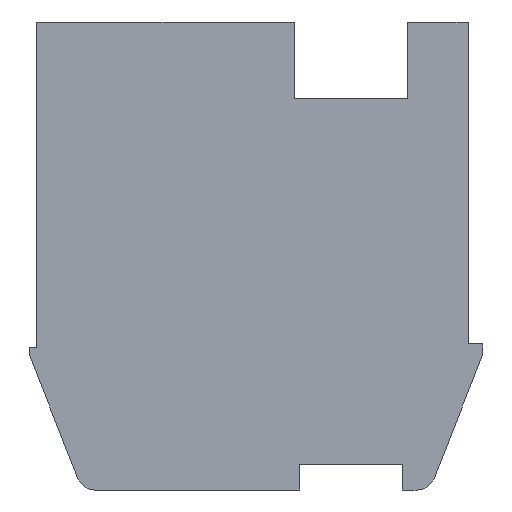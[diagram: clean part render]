
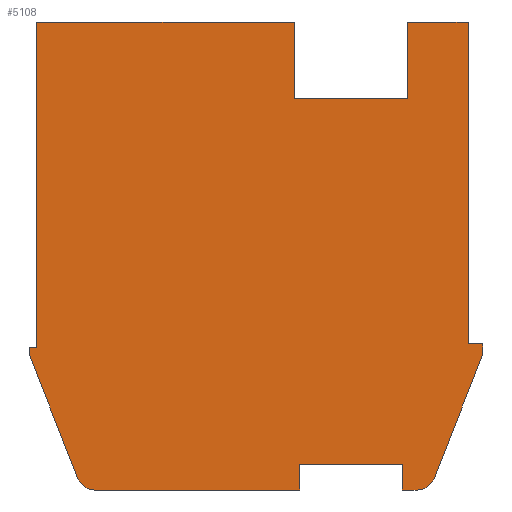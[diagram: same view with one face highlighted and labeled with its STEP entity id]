
A CAD part, front view. The second image highlights one B-rep face of the part: STEP entity #5108.
In plain terms, the highlighted planar face has unit normal (0, -1, 0).
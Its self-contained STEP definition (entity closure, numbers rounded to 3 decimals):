
#1=DIRECTION('',(-0.365,0.,-0.931));
#2=VECTOR('',#1,3.633);
#3=CARTESIAN_POINT('',(6.2,0.,-2.7));
#4=LINE('',#3,#2);
#5=CARTESIAN_POINT('',(4.409,0.,-5.9));
#6=DIRECTION('',(0.,1.,0.));
#7=DIRECTION('',(0.931,0.,-0.365));
#8=AXIS2_PLACEMENT_3D('',#5,#6,#7);
#10=DIRECTION('',(-1.,0.,0.));
#11=VECTOR('',#10,0.409);
#12=CARTESIAN_POINT('',(4.409,0.,-6.4));
#13=LINE('',#12,#11);
#14=DIRECTION('',(0.,0.,1.));
#15=VECTOR('',#14,0.7);
#16=CARTESIAN_POINT('',(4.,0.,-6.4));
#17=LINE('',#16,#15);
#18=DIRECTION('',(-1.,0.,0.));
#19=VECTOR('',#18,2.8);
#20=CARTESIAN_POINT('',(4.,0.,-5.7));
#21=LINE('',#20,#19);
#22=DIRECTION('',(0.,0.,-1.));
#23=VECTOR('',#22,0.7);
#24=CARTESIAN_POINT('',(1.2,0.,-5.7));
#25=LINE('',#24,#23);
#26=DIRECTION('',(-1.,0.,0.));
#27=VECTOR('',#26,5.609);
#28=CARTESIAN_POINT('',(1.2,0.,-6.4));
#29=LINE('',#28,#27);
#30=CARTESIAN_POINT('',(-4.409,0.,-5.9));
#31=DIRECTION('',(0.,1.,0.));
#32=DIRECTION('',(0.,0.,-1.));
#33=AXIS2_PLACEMENT_3D('',#30,#31,#32);
#35=DIRECTION('',(-0.365,0.,0.931));
#36=VECTOR('',#35,3.633);
#37=CARTESIAN_POINT('',(-4.874,0.,-6.082));
#38=LINE('',#37,#36);
#39=DIRECTION('',(0.,0.,1.));
#40=VECTOR('',#39,0.2);
#41=CARTESIAN_POINT('',(-6.2,0.,-2.7));
#42=LINE('',#41,#40);
#43=DIRECTION('',(1.,0.,0.));
#44=VECTOR('',#43,0.2);
#45=CARTESIAN_POINT('',(-6.2,0.,-2.5));
#46=LINE('',#45,#44);
#47=DIRECTION('',(0.,0.,1.));
#48=VECTOR('',#47,8.9);
#49=CARTESIAN_POINT('',(-6.,0.,-2.5));
#50=LINE('',#49,#48);
#51=DIRECTION('',(1.,0.,0.));
#52=VECTOR('',#51,7.05);
#53=CARTESIAN_POINT('',(-6.,0.,6.4));
#54=LINE('',#53,#52);
#55=DIRECTION('',(0.,0.,-1.));
#56=VECTOR('',#55,2.1);
#57=CARTESIAN_POINT('',(1.05,0.,6.4));
#58=LINE('',#57,#56);
#59=DIRECTION('',(1.,0.,0.));
#60=VECTOR('',#59,3.1);
#61=CARTESIAN_POINT('',(1.05,0.,4.3));
#62=LINE('',#61,#60);
#63=DIRECTION('',(0.,0.,1.));
#64=VECTOR('',#63,2.1);
#65=CARTESIAN_POINT('',(4.15,0.,4.3));
#66=LINE('',#65,#64);
#67=DIRECTION('',(1.,0.,0.));
#68=VECTOR('',#67,1.65);
#69=CARTESIAN_POINT('',(4.15,0.,6.4));
#70=LINE('',#69,#68);
#71=DIRECTION('',(0.,0.,-1.));
#72=VECTOR('',#71,8.8);
#73=CARTESIAN_POINT('',(5.8,0.,6.4));
#74=LINE('',#73,#72);
#75=DIRECTION('',(1.,0.,0.));
#76=VECTOR('',#75,0.4);
#77=CARTESIAN_POINT('',(5.8,0.,-2.4));
#78=LINE('',#77,#76);
#79=DIRECTION('',(0.,0.,-1.));
#80=VECTOR('',#79,0.3);
#81=CARTESIAN_POINT('',(6.2,0.,-2.4));
#82=LINE('',#81,#80);
#3861=CARTESIAN_POINT('',(6.2,0.,-2.7));
#3862=CARTESIAN_POINT('',(4.874,0.,-6.082));
#3863=VERTEX_POINT('',#3861);
#3864=VERTEX_POINT('',#3862);
#3865=CARTESIAN_POINT('',(4.409,0.,-6.4));
#3866=VERTEX_POINT('',#3865);
#3867=CARTESIAN_POINT('',(4.,0.,-6.4));
#3868=VERTEX_POINT('',#3867);
#3869=CARTESIAN_POINT('',(4.,0.,-5.7));
#3870=VERTEX_POINT('',#3869);
#3871=CARTESIAN_POINT('',(1.2,0.,-5.7));
#3872=VERTEX_POINT('',#3871);
#3873=CARTESIAN_POINT('',(1.2,0.,-6.4));
#3874=VERTEX_POINT('',#3873);
#3875=CARTESIAN_POINT('',(-4.409,0.,-6.4));
#3876=VERTEX_POINT('',#3875);
#3877=CARTESIAN_POINT('',(-4.874,0.,-6.082));
#3878=VERTEX_POINT('',#3877);
#3879=CARTESIAN_POINT('',(-6.2,0.,-2.7));
#3880=VERTEX_POINT('',#3879);
#3881=CARTESIAN_POINT('',(-6.2,0.,-2.5));
#3882=VERTEX_POINT('',#3881);
#3883=CARTESIAN_POINT('',(-6.,0.,-2.5));
#3884=VERTEX_POINT('',#3883);
#3885=CARTESIAN_POINT('',(-6.,0.,6.4));
#3886=VERTEX_POINT('',#3885);
#3887=CARTESIAN_POINT('',(1.05,0.,6.4));
#3888=VERTEX_POINT('',#3887);
#3889=CARTESIAN_POINT('',(1.05,0.,4.3));
#3890=VERTEX_POINT('',#3889);
#3891=CARTESIAN_POINT('',(4.15,0.,4.3));
#3892=VERTEX_POINT('',#3891);
#3893=CARTESIAN_POINT('',(4.15,0.,6.4));
#3894=VERTEX_POINT('',#3893);
#3895=CARTESIAN_POINT('',(5.8,0.,6.4));
#3896=VERTEX_POINT('',#3895);
#3897=CARTESIAN_POINT('',(5.8,0.,-2.4));
#3898=VERTEX_POINT('',#3897);
#3899=CARTESIAN_POINT('',(6.2,0.,-2.4));
#3900=VERTEX_POINT('',#3899);
#5061=CARTESIAN_POINT('',(0.,0.,0.));
#5062=DIRECTION('',(0.,1.,0.));
#5063=DIRECTION('',(1.,0.,0.));
#5064=AXIS2_PLACEMENT_3D('',#5061,#5062,#5063);
#5065=PLANE('',#5064);
#5067=ORIENTED_EDGE('',*,*,#5066,.T.);
#5069=ORIENTED_EDGE('',*,*,#5068,.T.);
#5071=ORIENTED_EDGE('',*,*,#5070,.T.);
#5073=ORIENTED_EDGE('',*,*,#5072,.T.);
#5075=ORIENTED_EDGE('',*,*,#5074,.T.);
#5077=ORIENTED_EDGE('',*,*,#5076,.T.);
#5079=ORIENTED_EDGE('',*,*,#5078,.T.);
#5081=ORIENTED_EDGE('',*,*,#5080,.T.);
#5083=ORIENTED_EDGE('',*,*,#5082,.T.);
#5085=ORIENTED_EDGE('',*,*,#5084,.T.);
#5087=ORIENTED_EDGE('',*,*,#5086,.T.);
#5089=ORIENTED_EDGE('',*,*,#5088,.T.);
#5091=ORIENTED_EDGE('',*,*,#5090,.T.);
#5093=ORIENTED_EDGE('',*,*,#5092,.T.);
#5095=ORIENTED_EDGE('',*,*,#5094,.T.);
#5097=ORIENTED_EDGE('',*,*,#5096,.T.);
#5099=ORIENTED_EDGE('',*,*,#5098,.T.);
#5101=ORIENTED_EDGE('',*,*,#5100,.T.);
#5103=ORIENTED_EDGE('',*,*,#5102,.T.);
#5105=ORIENTED_EDGE('',*,*,#5104,.T.);
#5106=EDGE_LOOP('',(#5067,#5069,#5071,#5073,#5075,#5077,#5079,#5081,#5083,#5085,
#5087,#5089,#5091,#5093,#5095,#5097,#5099,#5101,#5103,#5105));
#5107=FACE_OUTER_BOUND('',#5106,.F.);
#5108=ADVANCED_FACE('',(#5107),#5065,.F.);
#9=CIRCLE('',#8,0.5);
#34=CIRCLE('',#33,0.5);
#5066=EDGE_CURVE('',#3863,#3864,#4,.T.);
#5068=EDGE_CURVE('',#3864,#3866,#9,.T.);
#5070=EDGE_CURVE('',#3866,#3868,#13,.T.);
#5072=EDGE_CURVE('',#3868,#3870,#17,.T.);
#5074=EDGE_CURVE('',#3870,#3872,#21,.T.);
#5076=EDGE_CURVE('',#3872,#3874,#25,.T.);
#5078=EDGE_CURVE('',#3874,#3876,#29,.T.);
#5080=EDGE_CURVE('',#3876,#3878,#34,.T.);
#5082=EDGE_CURVE('',#3878,#3880,#38,.T.);
#5084=EDGE_CURVE('',#3880,#3882,#42,.T.);
#5086=EDGE_CURVE('',#3882,#3884,#46,.T.);
#5088=EDGE_CURVE('',#3884,#3886,#50,.T.);
#5090=EDGE_CURVE('',#3886,#3888,#54,.T.);
#5092=EDGE_CURVE('',#3888,#3890,#58,.T.);
#5094=EDGE_CURVE('',#3890,#3892,#62,.T.);
#5096=EDGE_CURVE('',#3892,#3894,#66,.T.);
#5098=EDGE_CURVE('',#3894,#3896,#70,.T.);
#5100=EDGE_CURVE('',#3896,#3898,#74,.T.);
#5102=EDGE_CURVE('',#3898,#3900,#78,.T.);
#5104=EDGE_CURVE('',#3900,#3863,#82,.T.);
